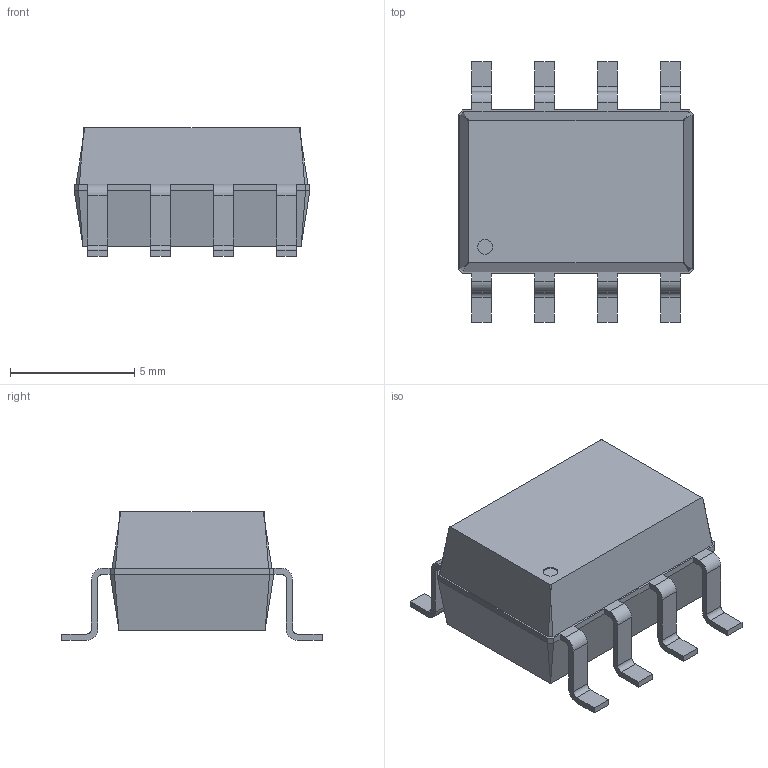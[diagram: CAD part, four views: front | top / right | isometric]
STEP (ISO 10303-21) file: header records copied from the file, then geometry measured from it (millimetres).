
FILE_DESCRIPTION(('FreeCAD Model'),'2;1');
FILE_NAME('soic_8_66x95_p254.step', '2016-12-19T13:39:36',('Author'),(''), 'Open CASCADE STEP processor 6.8','FreeCAD','Unknown');
FILE_SCHEMA(('AUTOMOTIVE_DESIGN_CC2 { 1 2 10303 214 -1 1 5 4 }'));
Length unit declared in the file: millimetre
Products named in the file (2): ASSEMBLY; soic_8_66x95_p254
Assembly tree (1 placements, depth 2):
  ASSEMBLY
    soic_8_66x95_p254
Bounding box: 9.5 x 10.5 x 5.18 mm (x, y, z)
Volume: 277 mm3; surface area: 323.9 mm2
Topology: 1 solids, 1 shells, 164 faces, 419 edges, 258 vertices
Faces by surface type: plane 99, cylinder 33, bspline 32
Full cylindrical faces by diameter (mm): 0.6 x1
Entity records: 11008 total; most frequent: CARTESIAN_POINT 2033, DIRECTION 1383, LINE 965, VECTOR 965, ORIENTED_EDGE 806, PCURVE 806, DEFINITIONAL_REPRESENTATION 806, EDGE_CURVE 403
